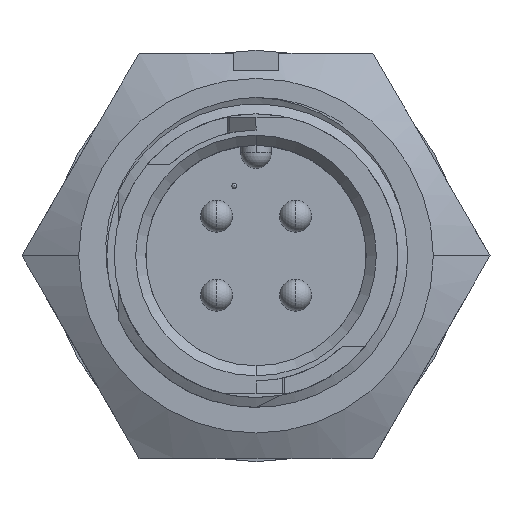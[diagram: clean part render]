
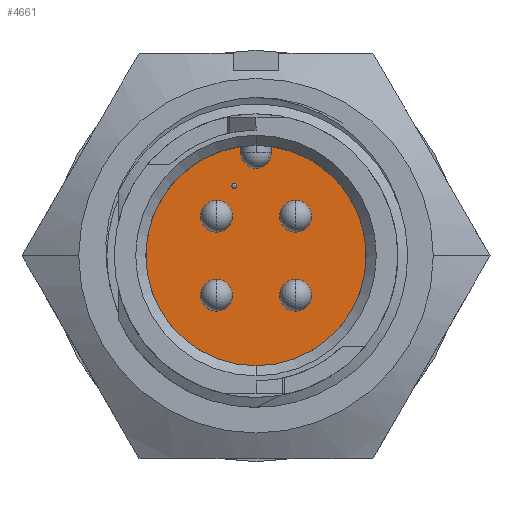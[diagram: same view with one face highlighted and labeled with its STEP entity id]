
A CAD part, top view. The second image highlights one B-rep face of the part: STEP entity #4661.
In plain terms, the highlighted planar face has unit normal (0, 0, 1).
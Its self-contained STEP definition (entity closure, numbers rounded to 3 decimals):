
#32 = DIRECTION ( 'NONE',  ( 0., 0., 1. ) ) ;
#99 = AXIS2_PLACEMENT_3D ( 'NONE', #7299, #32, #6306 ) ;
#191 = EDGE_LOOP ( 'NONE', ( #2713, #2318 ) ) ;
#194 = CARTESIAN_POINT ( 'NONE',  ( 0.762, 5.472, -8.382 ) ) ;
#211 = DIRECTION ( 'NONE',  ( 1., 0., 0. ) ) ;
#290 = CARTESIAN_POINT ( 'NONE',  ( -0.762, 5.143, -8.382 ) ) ;
#340 = EDGE_CURVE ( 'NONE', #10616, #11394, #8009, .T. ) ;
#370 = VERTEX_POINT ( 'NONE', #8576 ) ;
#454 = CARTESIAN_POINT ( 'NONE',  ( -1.092, 3.505, -8.382 ) ) ;
#500 = ORIENTED_EDGE ( 'NONE', *, *, #7724, .F. ) ;
#555 = DIRECTION ( 'NONE',  ( 1., 0., 0. ) ) ;
#648 = EDGE_LOOP ( 'NONE', ( #1796, #9417 ) ) ;
#693 = DIRECTION ( 'NONE',  ( 0., 1., 0. ) ) ;
#722 = AXIS2_PLACEMENT_3D ( 'NONE', #9802, #10521, #3689 ) ;
#784 = DIRECTION ( 'NONE',  ( 0., 1., 0. ) ) ;
#802 = DIRECTION ( 'NONE',  ( 1., 0., 0. ) ) ;
#803 = FACE_BOUND ( 'NONE', #191, .T. ) ;
#842 = AXIS2_PLACEMENT_3D ( 'NONE', #8881, #2867, #8172 ) ;
#892 = DIRECTION ( 'NONE',  ( 0., 0., 1. ) ) ;
#914 = PLANE ( 'NONE',  #4962 ) ;
#951 = EDGE_LOOP ( 'NONE', ( #8869, #4743, #7017, #8746, #3024 ) ) ;
#1026 = CIRCLE ( 'NONE', #842, 0.794 ) ;
#1466 = LINE ( 'NONE', #7012, #6376 ) ;
#1554 = DIRECTION ( 'NONE',  ( 0., 0., 1. ) ) ;
#1779 = FACE_BOUND ( 'NONE', #3204, .T. ) ;
#1796 = ORIENTED_EDGE ( 'NONE', *, *, #2194, .F. ) ;
#1814 = CARTESIAN_POINT ( 'NONE',  ( 0., 0., -8.382 ) ) ;
#1823 = VERTEX_POINT ( 'NONE', #5252 ) ;
#1917 = AXIS2_PLACEMENT_3D ( 'NONE', #1814, #892, #4423 ) ;
#2106 = CARTESIAN_POINT ( 'NONE',  ( -0.762, 5.472, -8.382 ) ) ;
#2194 = EDGE_CURVE ( 'NONE', #11394, #10616, #10438, .T. ) ;
#2318 = ORIENTED_EDGE ( 'NONE', *, *, #10840, .F. ) ;
#2323 = EDGE_CURVE ( 'NONE', #6538, #3720, #3551, .T. ) ;
#2368 = DIRECTION ( 'NONE',  ( 0., 0., 1. ) ) ;
#2414 = CARTESIAN_POINT ( 'NONE',  ( -1.981, 1.981, -8.382 ) ) ;
#2471 = CIRCLE ( 'NONE', #8426, 0.794 ) ;
#2511 = CIRCLE ( 'NONE', #99, 0.762 ) ;
#2713 = ORIENTED_EDGE ( 'NONE', *, *, #4943, .F. ) ;
#2849 = CARTESIAN_POINT ( 'NONE',  ( 1.187, 1.981, -8.382 ) ) ;
#2858 = AXIS2_PLACEMENT_3D ( 'NONE', #5077, #9666, #555 ) ;
#2867 = DIRECTION ( 'NONE',  ( 0., 0., 1. ) ) ;
#2924 = CARTESIAN_POINT ( 'NONE',  ( -1.092, 3.632, -8.382 ) ) ;
#3024 = ORIENTED_EDGE ( 'NONE', *, *, #10426, .F. ) ;
#3204 = EDGE_LOOP ( 'NONE', ( #9140, #6537 ) ) ;
#3231 = CARTESIAN_POINT ( 'NONE',  ( 2.775, -1.981, -8.382 ) ) ;
#3308 = EDGE_CURVE ( 'NONE', #1823, #370, #8851, .T. ) ;
#3495 = DIRECTION ( 'NONE',  ( 0., 0., 1. ) ) ;
#3551 = CIRCLE ( 'NONE', #6522, 0.794 ) ;
#3564 = VERTEX_POINT ( 'NONE', #11402 ) ;
#3683 = CIRCLE ( 'NONE', #7602, 0.794 ) ;
#3689 = DIRECTION ( 'NONE',  ( 1., 0., 0. ) ) ;
#3720 = VERTEX_POINT ( 'NONE', #8777 ) ;
#3931 = VERTEX_POINT ( 'NONE', #3969 ) ;
#3969 = CARTESIAN_POINT ( 'NONE',  ( -2.775, 1.981, -8.382 ) ) ;
#4125 = DIRECTION ( 'NONE',  ( 0., 0., 1. ) ) ;
#4228 = CIRCLE ( 'NONE', #722, 0.794 ) ;
#4423 = DIRECTION ( 'NONE',  ( 0., -1., 0. ) ) ;
#4449 = CARTESIAN_POINT ( 'NONE',  ( 0., 0., -8.382 ) ) ;
#4661 = ADVANCED_FACE ( 'NONE', ( #5212, #8767, #803, #9736, #1779, #8882 ), #914, .F. ) ;
#4743 = ORIENTED_EDGE ( 'NONE', *, *, #3308, .T. ) ;
#4932 = ORIENTED_EDGE ( 'NONE', *, *, #10125, .F. ) ;
#4943 = EDGE_CURVE ( 'NONE', #5837, #5982, #4228, .T. ) ;
#4962 = AXIS2_PLACEMENT_3D ( 'NONE', #4449, #8006, #6827 ) ;
#4977 = VERTEX_POINT ( 'NONE', #194 ) ;
#5009 = CARTESIAN_POINT ( 'NONE',  ( -1.092, 3.505, -8.382 ) ) ;
#5077 = CARTESIAN_POINT ( 'NONE',  ( 1.981, 1.981, -8.382 ) ) ;
#5106 = CIRCLE ( 'NONE', #2858, 0.794 ) ;
#5212 = FACE_OUTER_BOUND ( 'NONE', #951, .T. ) ;
#5252 = CARTESIAN_POINT ( 'NONE',  ( -0.762, 5.472, -8.382 ) ) ;
#5362 = CARTESIAN_POINT ( 'NONE',  ( 2.775, 1.981, -8.382 ) ) ;
#5578 = VERTEX_POINT ( 'NONE', #9277 ) ;
#5649 = EDGE_CURVE ( 'NONE', #10049, #3564, #3683, .T. ) ;
#5684 = CARTESIAN_POINT ( 'NONE',  ( 0., 0., -8.382 ) ) ;
#5818 = CIRCLE ( 'NONE', #7304, 0.794 ) ;
#5837 = VERTEX_POINT ( 'NONE', #5362 ) ;
#5982 = VERTEX_POINT ( 'NONE', #2849 ) ;
#6006 = DIRECTION ( 'NONE',  ( 0., 1., 0. ) ) ;
#6033 = DIRECTION ( 'NONE',  ( 0., 0., 1. ) ) ;
#6040 = AXIS2_PLACEMENT_3D ( 'NONE', #2414, #11390, #802 ) ;
#6306 = DIRECTION ( 'NONE',  ( 1., 0., 0. ) ) ;
#6376 = VECTOR ( 'NONE', #6006, 1000. ) ;
#6489 = EDGE_CURVE ( 'NONE', #3931, #7938, #2471, .T. ) ;
#6522 = AXIS2_PLACEMENT_3D ( 'NONE', #6857, #1554, #11099 ) ;
#6537 = ORIENTED_EDGE ( 'NONE', *, *, #10417, .F. ) ;
#6538 = VERTEX_POINT ( 'NONE', #9706 ) ;
#6632 = EDGE_LOOP ( 'NONE', ( #4932, #7883 ) ) ;
#6801 = DIRECTION ( 'NONE',  ( 0., -1., 0. ) ) ;
#6827 = DIRECTION ( 'NONE',  ( 0., 1., 0. ) ) ;
#6857 = CARTESIAN_POINT ( 'NONE',  ( -1.981, -1.981, -8.382 ) ) ;
#7012 = CARTESIAN_POINT ( 'NONE',  ( 0.762, 5.143, -8.382 ) ) ;
#7017 = ORIENTED_EDGE ( 'NONE', *, *, #7530, .T. ) ;
#7299 = CARTESIAN_POINT ( 'NONE',  ( 0., 5.143, -8.382 ) ) ;
#7304 = AXIS2_PLACEMENT_3D ( 'NONE', #10633, #7961, #9801 ) ;
#7356 = DIRECTION ( 'NONE',  ( 0., -1., 0. ) ) ;
#7530 = EDGE_CURVE ( 'NONE', #370, #4977, #10832, .T. ) ;
#7602 = AXIS2_PLACEMENT_3D ( 'NONE', #9163, #8296, #211 ) ;
#7724 = EDGE_CURVE ( 'NONE', #3564, #10049, #5818, .T. ) ;
#7883 = ORIENTED_EDGE ( 'NONE', *, *, #6489, .F. ) ;
#7938 = VERTEX_POINT ( 'NONE', #9915 ) ;
#7961 = DIRECTION ( 'NONE',  ( 0., 0., 1. ) ) ;
#8006 = DIRECTION ( 'NONE',  ( 0., 0., -1. ) ) ;
#8009 = CIRCLE ( 'NONE', #8572, 0.127 ) ;
#8162 = EDGE_CURVE ( 'NONE', #5578, #4977, #1466, .T. ) ;
#8172 = DIRECTION ( 'NONE',  ( 1., 0., 0. ) ) ;
#8284 = AXIS2_PLACEMENT_3D ( 'NONE', #5684, #2368, #6801 ) ;
#8296 = DIRECTION ( 'NONE',  ( 0., 0., 1. ) ) ;
#8366 = VERTEX_POINT ( 'NONE', #290 ) ;
#8426 = AXIS2_PLACEMENT_3D ( 'NONE', #8847, #3495, #10542 ) ;
#8467 = LINE ( 'NONE', #2106, #8644 ) ;
#8526 = CARTESIAN_POINT ( 'NONE',  ( -1.092, 3.378, -8.382 ) ) ;
#8572 = AXIS2_PLACEMENT_3D ( 'NONE', #5009, #4125, #784 ) ;
#8576 = CARTESIAN_POINT ( 'NONE',  ( 0., -5.524, -8.382 ) ) ;
#8644 = VECTOR ( 'NONE', #7356, 1000. ) ;
#8746 = ORIENTED_EDGE ( 'NONE', *, *, #8162, .F. ) ;
#8767 = FACE_BOUND ( 'NONE', #648, .T. ) ;
#8777 = CARTESIAN_POINT ( 'NONE',  ( -2.775, -1.981, -8.382 ) ) ;
#8847 = CARTESIAN_POINT ( 'NONE',  ( -1.981, 1.981, -8.382 ) ) ;
#8851 = CIRCLE ( 'NONE', #8284, 5.524 ) ;
#8869 = ORIENTED_EDGE ( 'NONE', *, *, #10641, .F. ) ;
#8881 = CARTESIAN_POINT ( 'NONE',  ( -1.981, -1.981, -8.382 ) ) ;
#8882 = FACE_BOUND ( 'NONE', #6632, .T. ) ;
#9121 = AXIS2_PLACEMENT_3D ( 'NONE', #454, #6033, #693 ) ;
#9140 = ORIENTED_EDGE ( 'NONE', *, *, #2323, .F. ) ;
#9163 = CARTESIAN_POINT ( 'NONE',  ( 1.981, -1.981, -8.382 ) ) ;
#9277 = CARTESIAN_POINT ( 'NONE',  ( 0.762, 5.143, -8.382 ) ) ;
#9417 = ORIENTED_EDGE ( 'NONE', *, *, #340, .F. ) ;
#9666 = DIRECTION ( 'NONE',  ( 0., 0., 1. ) ) ;
#9706 = CARTESIAN_POINT ( 'NONE',  ( -1.187, -1.981, -8.382 ) ) ;
#9736 = FACE_BOUND ( 'NONE', #11440, .T. ) ;
#9801 = DIRECTION ( 'NONE',  ( 1., 0., 0. ) ) ;
#9802 = CARTESIAN_POINT ( 'NONE',  ( 1.981, 1.981, -8.382 ) ) ;
#9915 = CARTESIAN_POINT ( 'NONE',  ( -1.187, 1.981, -8.382 ) ) ;
#10049 = VERTEX_POINT ( 'NONE', #3231 ) ;
#10125 = EDGE_CURVE ( 'NONE', #7938, #3931, #10850, .T. ) ;
#10215 = ORIENTED_EDGE ( 'NONE', *, *, #5649, .F. ) ;
#10417 = EDGE_CURVE ( 'NONE', #3720, #6538, #1026, .T. ) ;
#10426 = EDGE_CURVE ( 'NONE', #8366, #5578, #2511, .T. ) ;
#10438 = CIRCLE ( 'NONE', #9121, 0.127 ) ;
#10521 = DIRECTION ( 'NONE',  ( 0., 0., 1. ) ) ;
#10542 = DIRECTION ( 'NONE',  ( 1., 0., 0. ) ) ;
#10616 = VERTEX_POINT ( 'NONE', #8526 ) ;
#10633 = CARTESIAN_POINT ( 'NONE',  ( 1.981, -1.981, -8.382 ) ) ;
#10641 = EDGE_CURVE ( 'NONE', #1823, #8366, #8467, .T. ) ;
#10832 = CIRCLE ( 'NONE', #1917, 5.524 ) ;
#10840 = EDGE_CURVE ( 'NONE', #5982, #5837, #5106, .T. ) ;
#10850 = CIRCLE ( 'NONE', #6040, 0.794 ) ;
#11099 = DIRECTION ( 'NONE',  ( 1., 0., 0. ) ) ;
#11390 = DIRECTION ( 'NONE',  ( 0., 0., 1. ) ) ;
#11394 = VERTEX_POINT ( 'NONE', #2924 ) ;
#11402 = CARTESIAN_POINT ( 'NONE',  ( 1.187, -1.981, -8.382 ) ) ;
#11440 = EDGE_LOOP ( 'NONE', ( #10215, #500 ) ) ;
